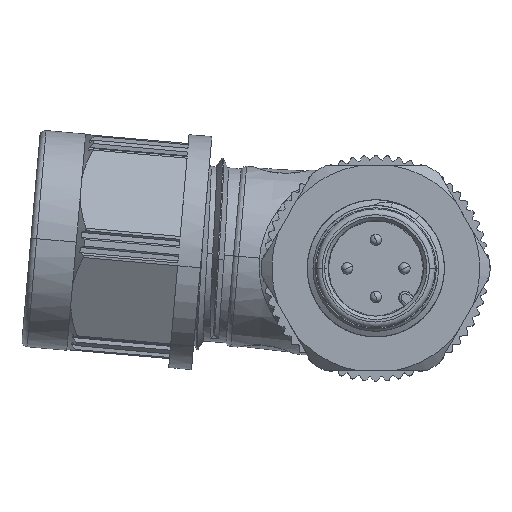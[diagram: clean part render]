
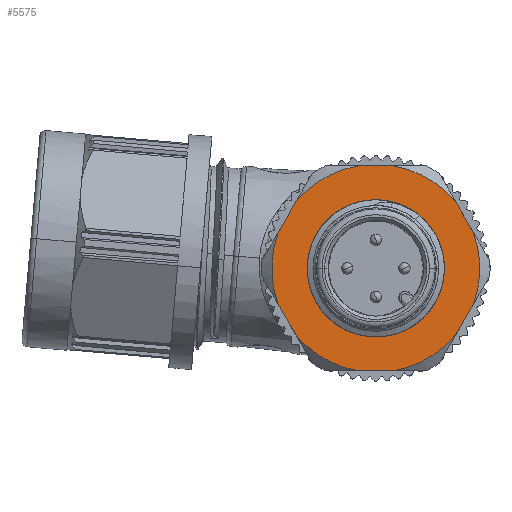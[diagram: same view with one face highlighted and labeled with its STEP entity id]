
A CAD part, front view. The second image highlights one B-rep face of the part: STEP entity #5575.
In plain terms, the highlighted planar face has unit normal (0, -1, 0).
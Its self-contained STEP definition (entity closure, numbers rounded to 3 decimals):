
#4607=FACE_BOUND('',#7241,.T.);
#4608=FACE_BOUND('',#7242,.T.);
#5043=CIRCLE('',#17150,6.);
#5044=CIRCLE('',#17152,6.);
#5045=CIRCLE('',#17155,9.101);
#5053=CIRCLE('',#17167,9.101);
#5058=CIRCLE('',#17177,9.101);
#5059=CIRCLE('',#17180,9.101);
#5062=CIRCLE('',#17186,9.101);
#5063=CIRCLE('',#17188,9.101);
#5575=ADVANCED_FACE('',(#4607,#4608),#6186,.T.);
#6186=PLANE('',#17189);
#7241=EDGE_LOOP('',(#8863,#8864));
#7242=EDGE_LOOP('',(#8865,#8866,#8867,#8868,#8869,#8870,#8871,#8872,#8873,
#8874,#8875,#8876));
#8863=ORIENTED_EDGE('',*,*,#13634,.F.);
#8864=ORIENTED_EDGE('',*,*,#13635,.F.);
#8865=ORIENTED_EDGE('',*,*,#13685,.T.);
#8866=ORIENTED_EDGE('',*,*,#13681,.T.);
#8867=ORIENTED_EDGE('',*,*,#13679,.T.);
#8868=ORIENTED_EDGE('',*,*,#13676,.T.);
#8869=ORIENTED_EDGE('',*,*,#13674,.T.);
#8870=ORIENTED_EDGE('',*,*,#13690,.T.);
#8871=ORIENTED_EDGE('',*,*,#13691,.T.);
#8872=ORIENTED_EDGE('',*,*,#13642,.T.);
#8873=ORIENTED_EDGE('',*,*,#13640,.T.);
#8874=ORIENTED_EDGE('',*,*,#13657,.T.);
#8875=ORIENTED_EDGE('',*,*,#13662,.T.);
#8876=ORIENTED_EDGE('',*,*,#13689,.T.);
#12328=VERTEX_POINT('',#23796);
#12329=VERTEX_POINT('',#23798);
#12334=VERTEX_POINT('',#23843);
#12335=VERTEX_POINT('',#23845);
#12336=VERTEX_POINT('',#23858);
#12347=VERTEX_POINT('',#23943);
#12350=VERTEX_POINT('',#23974);
#12361=VERTEX_POINT('',#24032);
#12362=VERTEX_POINT('',#24034);
#12363=VERTEX_POINT('',#24047);
#12364=VERTEX_POINT('',#24084);
#12365=VERTEX_POINT('',#24097);
#12368=VERTEX_POINT('',#24137);
#12369=VERTEX_POINT('',#24155);
#13634=EDGE_CURVE('',#12329,#12328,#5043,.T.);
#13635=EDGE_CURVE('',#12328,#12329,#5044,.T.);
#13640=EDGE_CURVE('',#12335,#12334,#15371,.T.);
#13642=EDGE_CURVE('',#12336,#12335,#5045,.T.);
#13657=EDGE_CURVE('',#12334,#12347,#5053,.T.);
#13662=EDGE_CURVE('',#12347,#12350,#15377,.T.);
#13674=EDGE_CURVE('',#12362,#12361,#15383,.T.);
#13676=EDGE_CURVE('',#12363,#12362,#5058,.T.);
#13679=EDGE_CURVE('',#12364,#12363,#15384,.T.);
#13681=EDGE_CURVE('',#12365,#12364,#5059,.T.);
#13685=EDGE_CURVE('',#12368,#12365,#15386,.T.);
#13689=EDGE_CURVE('',#12350,#12368,#5062,.T.);
#13690=EDGE_CURVE('',#12361,#12369,#5063,.T.);
#13691=EDGE_CURVE('',#12369,#12336,#15387,.T.);
#15371=LINE('',#23844,#16223);
#15377=LINE('',#23975,#16229);
#15383=LINE('',#24033,#16235);
#15384=LINE('',#24083,#16236);
#15386=LINE('',#24136,#16238);
#15387=LINE('',#24156,#16239);
#16223=VECTOR('',#18481,1.);
#16229=VECTOR('',#18517,1.);
#16235=VECTOR('',#18537,1.);
#16236=VECTOR('',#18544,1.);
#16238=VECTOR('',#18552,1.);
#16239=VECTOR('',#18567,1.);
#17150=AXIS2_PLACEMENT_3D('',#23799,#18471,#18472);
#17152=AXIS2_PLACEMENT_3D('',#23801,#18475,#18476);
#17155=AXIS2_PLACEMENT_3D('',#23857,#18484,#18485);
#17167=AXIS2_PLACEMENT_3D('',#23942,#18512,#18513);
#17177=AXIS2_PLACEMENT_3D('',#24046,#18540,#18541);
#17180=AXIS2_PLACEMENT_3D('',#24096,#18547,#18548);
#17186=AXIS2_PLACEMENT_3D('',#24152,#18561,#18562);
#17188=AXIS2_PLACEMENT_3D('',#24154,#18565,#18566);
#17189=AXIS2_PLACEMENT_3D('',#24157,#18568,#18569);
#18471=DIRECTION('',(0.,-1.,0.));
#18472=DIRECTION('',(1.,0.,0.));
#18475=DIRECTION('',(0.,-1.,0.));
#18476=DIRECTION('',(-1.,0.,0.));
#18481=DIRECTION('',(1.,0.,0.));
#18484=DIRECTION('',(0.,-1.,0.));
#18485=DIRECTION('',(-0.769,0.,-0.639));
#18512=DIRECTION('',(0.,-1.,0.));
#18513=DIRECTION('',(0.169,0.,-0.986));
#18517=DIRECTION('',(0.5,0.,0.866));
#18537=DIRECTION('',(-0.5,0.,-0.866));
#18540=DIRECTION('',(0.,-1.,0.));
#18541=DIRECTION('',(-0.169,0.,0.986));
#18544=DIRECTION('',(-1.,0.,0.));
#18547=DIRECTION('',(0.,-1.,0.));
#18548=DIRECTION('',(0.769,0.,0.639));
#18552=DIRECTION('',(-0.5,0.,0.866));
#18561=DIRECTION('',(0.,-1.,0.));
#18562=DIRECTION('',(0.938,0.,-0.346));
#18565=DIRECTION('',(0.,-1.,0.));
#18566=DIRECTION('',(-0.938,0.,0.346));
#18567=DIRECTION('',(0.5,0.,-0.866));
#18568=DIRECTION('',(0.,-1.,0.));
#18569=DIRECTION('',(-1.,0.,0.));
#23796=CARTESIAN_POINT('',(-6.,-4.75,0.));
#23798=CARTESIAN_POINT('',(6.,-4.75,0.));
#23799=CARTESIAN_POINT('',(0.,-4.75,0.));
#23801=CARTESIAN_POINT('',(0.,-4.75,0.));
#23843=CARTESIAN_POINT('',(1.541,-4.75,-8.97));
#23844=CARTESIAN_POINT('',(-1.541,-4.75,-8.97));
#23845=CARTESIAN_POINT('',(-1.541,-4.75,-8.97));
#23857=CARTESIAN_POINT('',(0.,-4.75,0.));
#23858=CARTESIAN_POINT('',(-6.998,-4.75,-5.819));
#23942=CARTESIAN_POINT('',(0.,-4.75,0.));
#23943=CARTESIAN_POINT('',(6.998,-4.75,-5.819));
#23974=CARTESIAN_POINT('',(8.539,-4.75,-3.151));
#23975=CARTESIAN_POINT('',(6.998,-4.75,-5.819));
#24032=CARTESIAN_POINT('',(-8.539,-4.75,3.151));
#24033=CARTESIAN_POINT('',(-6.998,-4.75,5.819));
#24034=CARTESIAN_POINT('',(-6.998,-4.75,5.819));
#24046=CARTESIAN_POINT('',(0.,-4.75,0.));
#24047=CARTESIAN_POINT('',(-1.541,-4.75,8.97));
#24083=CARTESIAN_POINT('',(1.541,-4.75,8.97));
#24084=CARTESIAN_POINT('',(1.541,-4.75,8.97));
#24096=CARTESIAN_POINT('',(0.,-4.75,0.));
#24097=CARTESIAN_POINT('',(6.998,-4.75,5.819));
#24136=CARTESIAN_POINT('',(8.539,-4.75,3.151));
#24137=CARTESIAN_POINT('',(8.539,-4.75,3.151));
#24152=CARTESIAN_POINT('',(0.,-4.75,0.));
#24154=CARTESIAN_POINT('',(0.,-4.75,0.));
#24155=CARTESIAN_POINT('',(-8.539,-4.75,-3.151));
#24156=CARTESIAN_POINT('',(-8.539,-4.75,-3.151));
#24157=CARTESIAN_POINT('',(0.,-4.75,0.));
